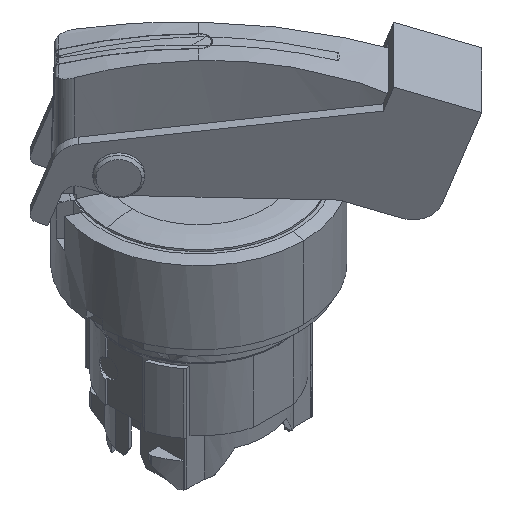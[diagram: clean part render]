
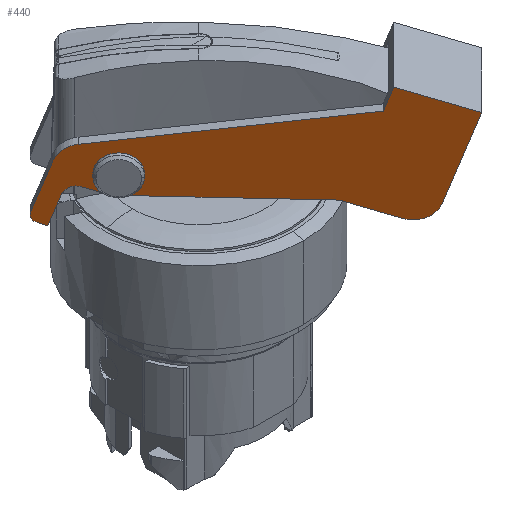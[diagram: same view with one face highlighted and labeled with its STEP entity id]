
A CAD part, isometric view. The second image highlights one B-rep face of the part: STEP entity #440.
In plain terms, the highlighted planar face has unit normal (-0.707, -0.707, 0).
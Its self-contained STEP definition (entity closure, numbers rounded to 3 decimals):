
#440=ADVANCED_FACE('',(#1254),#1255,.F.);
#1254=FACE_OUTER_BOUND('',#2103,.T.);
#1255=PLANE('',#2104);
#2103=EDGE_LOOP('',(#5588,#5589,#5590,#5591,#5592,#5593,#5594,#5595,#5596,#5597,#5598,#5599,#5600,#5601,#5602,#5603,#5604,#5605,#5606));
#2104=AXIS2_PLACEMENT_3D('',#5607,#5608,#5609);
#5588=ORIENTED_EDGE('',*,*,#7016,.T.);
#5589=ORIENTED_EDGE('',*,*,#7000,.T.);
#5590=ORIENTED_EDGE('',*,*,#7019,.T.);
#5591=ORIENTED_EDGE('',*,*,#7021,.F.);
#5592=ORIENTED_EDGE('',*,*,#7022,.T.);
#5593=ORIENTED_EDGE('',*,*,#7023,.T.);
#5594=ORIENTED_EDGE('',*,*,#7024,.F.);
#5595=ORIENTED_EDGE('',*,*,#7025,.T.);
#5596=ORIENTED_EDGE('',*,*,#7026,.T.);
#5597=ORIENTED_EDGE('',*,*,#7027,.T.);
#5598=ORIENTED_EDGE('',*,*,#7028,.T.);
#5599=ORIENTED_EDGE('',*,*,#7029,.F.);
#5600=ORIENTED_EDGE('',*,*,#7030,.T.);
#5601=ORIENTED_EDGE('',*,*,#7031,.F.);
#5602=ORIENTED_EDGE('',*,*,#7032,.T.);
#5603=ORIENTED_EDGE('',*,*,#7033,.T.);
#5604=ORIENTED_EDGE('',*,*,#7034,.T.);
#5605=ORIENTED_EDGE('',*,*,#7035,.T.);
#5606=ORIENTED_EDGE('',*,*,#7036,.F.);
#5607=CARTESIAN_POINT('',(0.195,-7.832,20.312));
#5608=DIRECTION('',(0.707,0.707,0.));
#5609=DIRECTION('',(-0.667,0.667,0.334));
#7000=EDGE_CURVE('',#8970,#8974,#8976,.T.);
#7016=EDGE_CURVE('',#9000,#8970,#9001,.T.);
#7019=EDGE_CURVE('',#8974,#9003,#9005,.T.);
#7021=EDGE_CURVE('',#9007,#9003,#9008,.T.);
#7022=EDGE_CURVE('',#9007,#9009,#9010,.T.);
#7023=EDGE_CURVE('',#9009,#9011,#9012,.T.);
#7024=EDGE_CURVE('',#9013,#9011,#9014,.T.);
#7025=EDGE_CURVE('',#9013,#9015,#9016,.T.);
#7026=EDGE_CURVE('',#9015,#9017,#9018,.T.);
#7027=EDGE_CURVE('',#9017,#9019,#9020,.T.);
#7028=EDGE_CURVE('',#9019,#9021,#9022,.T.);
#7029=EDGE_CURVE('',#9023,#9021,#9024,.T.);
#7030=EDGE_CURVE('',#9023,#9025,#9026,.T.);
#7031=EDGE_CURVE('',#9027,#9025,#9028,.T.);
#7032=EDGE_CURVE('',#9027,#9029,#9030,.T.);
#7033=EDGE_CURVE('',#9029,#9031,#9032,.T.);
#7034=EDGE_CURVE('',#9031,#9033,#9034,.T.);
#7035=EDGE_CURVE('',#9033,#9035,#9036,.T.);
#7036=EDGE_CURVE('',#9000,#9035,#9037,.T.);
#8970=VERTEX_POINT('',#13329);
#8974=VERTEX_POINT('',#13334);
#8976=CIRCLE('',#13337,2.5);
#9000=VERTEX_POINT('',#13365);
#9001=CIRCLE('',#13366,2.5);
#9003=VERTEX_POINT('',#13369);
#9005=CIRCLE('',#13372,2.5);
#9007=VERTEX_POINT('',#13374);
#9008=CIRCLE('',#13375,5.);
#9009=VERTEX_POINT('',#13376);
#9010=LINE('',#13377,#13378);
#9011=VERTEX_POINT('',#13379);
#9012=LINE('',#13380,#13381);
#9013=VERTEX_POINT('',#13382);
#9014=CIRCLE('',#13383,3.0);
#9015=VERTEX_POINT('',#13384);
#9016=LINE('',#13385,#13386);
#9017=VERTEX_POINT('',#13387);
#9018=LINE('',#13388,#13389);
#9019=VERTEX_POINT('',#13390);
#9020=LINE('',#13391,#13392);
#9021=VERTEX_POINT('',#13393);
#9022=LINE('',#13394,#13395);
#9023=VERTEX_POINT('',#13396);
#9024=CIRCLE('',#13397,3.);
#9025=VERTEX_POINT('',#13398);
#9026=LINE('',#13399,#13400);
#9027=VERTEX_POINT('',#13401);
#9028=CIRCLE('',#13402,1.0);
#9029=VERTEX_POINT('',#13403);
#9030=LINE('',#13404,#13405);
#9031=VERTEX_POINT('',#13406);
#9032=LINE('',#13407,#13408);
#9033=VERTEX_POINT('',#13409);
#9034=CIRCLE('',#13410,1.5);
#9035=VERTEX_POINT('',#13411);
#9036=LINE('',#13412,#13413);
#9037=CIRCLE('',#13414,5.);
#13329=CARTESIAN_POINT('',(-11.031,3.394,19.03));
#13334=CARTESIAN_POINT('',(-7.495,-0.141,19.03));
#13337=AXIS2_PLACEMENT_3D('',#15434,#15435,#15436);
#13365=CARTESIAN_POINT('',(-9.433,1.796,16.542));
#13366=AXIS2_PLACEMENT_3D('',#15474,#15475,#15476);
#13369=CARTESIAN_POINT('',(-9.288,1.651,16.53));
#13372=AXIS2_PLACEMENT_3D('',#15479,#15480,#15481);
#13374=CARTESIAN_POINT('',(-9.258,1.621,16.529));
#13375=AXIS2_PLACEMENT_3D('',#15485,#15486,#15487);
#13376=CARTESIAN_POINT('',(5.737,-13.373,15.974));
#13377=CARTESIAN_POINT('',(-9.258,1.621,16.529));
#13378=VECTOR('',#15488,1.);
#13379=CARTESIAN_POINT('',(10.058,-17.695,13.809));
#13380=CARTESIAN_POINT('',(5.737,-13.373,15.974));
#13381=VECTOR('',#15489,1.);
#13382=CARTESIAN_POINT('',(12.766,-20.403,15.636));
#13383=AXIS2_PLACEMENT_3D('',#15490,#15491,#15492);
#13384=CARTESIAN_POINT('',(15.433,-23.07,26.288));
#13385=CARTESIAN_POINT('',(12.766,-20.403,15.636));
#13386=VECTOR('',#15493,1.);
#13387=CARTESIAN_POINT('',(9.434,-17.071,29.292));
#13388=CARTESIAN_POINT('',(15.433,-23.07,26.288));
#13389=VECTOR('',#15494,1.);
#13390=CARTESIAN_POINT('',(8.726,-16.363,26.464));
#13391=CARTESIAN_POINT('',(9.434,-17.071,29.292));
#13392=VECTOR('',#15495,1.);
#13393=CARTESIAN_POINT('',(-12.035,4.398,22.542));
#13394=CARTESIAN_POINT('',(8.726,-16.363,26.464));
#13395=VECTOR('',#15496,1.);
#13396=CARTESIAN_POINT('',(-13.753,6.117,20.57));
#13397=AXIS2_PLACEMENT_3D('',#15497,#15498,#15499);
#13398=CARTESIAN_POINT('',(-15.248,7.611,14.601));
#13399=CARTESIAN_POINT('',(-13.753,6.117,20.57));
#13400=VECTOR('',#15500,1.);
#13401=CARTESIAN_POINT('',(-14.817,7.181,13.325));
#13402=AXIS2_PLACEMENT_3D('',#15501,#15502,#15503);
#13403=CARTESIAN_POINT('',(-14.084,6.447,12.958));
#13404=CARTESIAN_POINT('',(-14.817,7.181,13.325));
#13405=VECTOR('',#15504,1.);
#13406=CARTESIAN_POINT('',(-13.164,5.527,16.634));
#13407=CARTESIAN_POINT('',(-14.084,6.447,12.958));
#13408=VECTOR('',#15505,1.);
#13409=CARTESIAN_POINT('',(-11.81,4.173,17.547));
#13410=AXIS2_PLACEMENT_3D('',#15506,#15507,#15508);
#13411=CARTESIAN_POINT('',(-10.346,2.709,16.814));
#13412=CARTESIAN_POINT('',(-11.81,4.173,17.547));
#13413=VECTOR('',#15509,1.);
#13414=AXIS2_PLACEMENT_3D('',#15510,#15511,#15512);
#15434=CARTESIAN_POINT('',(-9.263,1.626,19.03));
#15435=DIRECTION('',(0.707,0.707,0.));
#15436=DIRECTION('',(-0.707,0.707,0.));
#15474=CARTESIAN_POINT('',(-9.263,1.626,19.03));
#15475=DIRECTION('',(0.707,0.707,0.));
#15476=DIRECTION('',(-0.707,0.707,0.));
#15479=CARTESIAN_POINT('',(-9.263,1.626,19.03));
#15480=DIRECTION('',(0.707,0.707,0.));
#15481=DIRECTION('',(-0.707,0.707,0.));
#15485=CARTESIAN_POINT('',(-9.166,1.529,21.527));
#15486=DIRECTION('',(0.707,0.707,0.));
#15487=DIRECTION('',(-0.667,0.667,0.334));
#15488=DIRECTION('',(0.707,-0.707,-0.026));
#15489=DIRECTION('',(0.667,-0.667,-0.334));
#15490=CARTESIAN_POINT('',(10.766,-18.403,16.637));
#15491=DIRECTION('',(0.707,0.707,0.));
#15492=DIRECTION('',(-0.667,0.667,0.334));
#15493=DIRECTION('',(0.236,-0.236,0.943));
#15494=DIRECTION('',(-0.667,0.667,0.334));
#15495=DIRECTION('',(-0.236,0.236,-0.943));
#15496=DIRECTION('',(-0.701,0.701,-0.132));
#15497=CARTESIAN_POINT('',(-11.754,4.117,19.568));
#15498=DIRECTION('',(0.707,0.707,0.));
#15499=DIRECTION('',(-0.667,0.667,0.334));
#15500=DIRECTION('',(-0.236,0.236,-0.943));
#15501=CARTESIAN_POINT('',(-14.581,6.945,14.267));
#15502=DIRECTION('',(0.707,0.707,0.));
#15503=DIRECTION('',(-0.667,0.667,0.334));
#15504=DIRECTION('',(0.667,-0.667,-0.334));
#15505=DIRECTION('',(0.236,-0.236,0.943));
#15506=CARTESIAN_POINT('',(-12.164,4.527,16.133));
#15507=DIRECTION('',(0.707,0.707,0.));
#15508=DIRECTION('',(-0.667,0.667,0.334));
#15509=DIRECTION('',(0.667,-0.667,-0.334));
#15510=CARTESIAN_POINT('',(-9.166,1.529,21.527));
#15511=DIRECTION('',(0.707,0.707,0.));
#15512=DIRECTION('',(-0.667,0.667,0.334));
